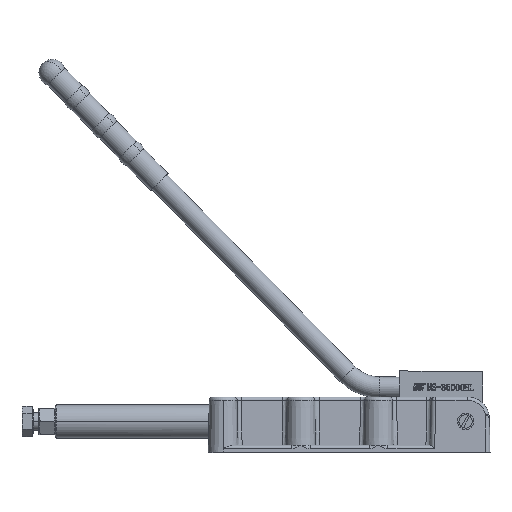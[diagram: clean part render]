
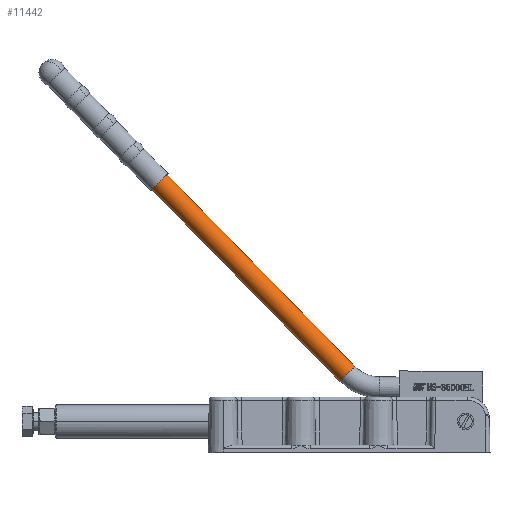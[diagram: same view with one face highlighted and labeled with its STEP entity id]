
A CAD part, top view. The second image highlights one B-rep face of the part: STEP entity #11442.
In plain terms, the highlighted cylindrical face has radius 9.5 mm (diameter 19 mm), a partial arc.
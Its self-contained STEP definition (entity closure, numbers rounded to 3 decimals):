
#2053 = CARTESIAN_POINT ( 'NONE',  ( 0., 260.718, 357.265 ) ) ;
#2069 = CARTESIAN_POINT ( 'NONE',  ( 0., 18.726, 115.274 ) ) ;
#2070 = CARTESIAN_POINT ( 'NONE',  ( 0., 5.291, 128.709 ) ) ;
#2075 = CARTESIAN_POINT ( 'NONE',  ( 0., 247.282, 370.7 ) ) ;
#8003 = EDGE_CURVE ( 'NONE', #30403, #30402, #25208, .T. ) ;
#8004 = EDGE_CURVE ( 'NONE', #30402, #30399, #25213, .T. ) ;
#8005 = EDGE_CURVE ( 'NONE', #30408, #30399, #25216, .T. ) ;
#8006 = EDGE_CURVE ( 'NONE', #30403, #30408, #25215, .T. ) ;
#11442 = ADVANCED_FACE ( 'NONE', ( #29620 ), #29625, .T. ) ;
#12157 = ORIENTED_EDGE ( 'NONE', *, *, #8003, .T. ) ;
#12158 = ORIENTED_EDGE ( 'NONE', *, *, #8004, .T. ) ;
#12159 = ORIENTED_EDGE ( 'NONE', *, *, #8005, .F. ) ;
#12160 = ORIENTED_EDGE ( 'NONE', *, *, #8006, .F. ) ;
#14006 = AXIS2_PLACEMENT_3D ( 'NONE', #26945, #26946, #26947 ) ;
#14007 = AXIS2_PLACEMENT_3D ( 'NONE', #26951, #26952, #26954 ) ;
#19505 = EDGE_LOOP ( 'NONE', ( #12157, #12158, #12159, #12160 ) ) ;
#25208 = CIRCLE ( 'NONE', #14006, 9.5 ) ;
#25213 = LINE ( 'NONE', #26943, #25217 ) ;
#25215 = LINE ( 'NONE', #26950, #25220 ) ;
#25216 = CIRCLE ( 'NONE', #14007, 9.5 ) ;
#25217 = VECTOR ( 'NONE', #26939, 1000. ) ;
#25220 = VECTOR ( 'NONE', #26941, 1000. ) ;
#26939 = DIRECTION ( 'NONE',  ( 0., 0.707, 0.707 ) ) ;
#26941 = DIRECTION ( 'NONE',  ( 0., 0.707, 0.707 ) ) ;
#26943 = CARTESIAN_POINT ( 'NONE',  ( 0., 18.726, 115.274 ) ) ;
#26945 = CARTESIAN_POINT ( 'NONE',  ( 0., 12.009, 121.991 ) ) ;
#26946 = DIRECTION ( 'NONE',  ( 0., 0.707, 0.707 ) ) ;
#26947 = DIRECTION ( 'NONE',  ( 1., 0., 0. ) ) ;
#26950 = CARTESIAN_POINT ( 'NONE',  ( 0., 5.291, 128.709 ) ) ;
#26951 = CARTESIAN_POINT ( 'NONE',  ( 0., 254., 363.983 ) ) ;
#26952 = DIRECTION ( 'NONE',  ( 0., 0.707, 0.707 ) ) ;
#26954 = DIRECTION ( 'NONE',  ( 1., 0., 0. ) ) ;
#27671 = AXIS2_PLACEMENT_3D ( 'NONE', #30763, #30760, #30759 ) ;
#29620 = FACE_OUTER_BOUND ( 'NONE', #19505, .T. ) ;
#29625 = CYLINDRICAL_SURFACE ( 'NONE', #27671, 9.5 ) ;
#30399 = VERTEX_POINT ( 'NONE', #2053 ) ;
#30402 = VERTEX_POINT ( 'NONE', #2069 ) ;
#30403 = VERTEX_POINT ( 'NONE', #2070 ) ;
#30408 = VERTEX_POINT ( 'NONE', #2075 ) ;
#30759 = DIRECTION ( 'NONE',  ( 0., -0.707, 0.707 ) ) ;
#30760 = DIRECTION ( 'NONE',  ( 0., 0.707, 0.707 ) ) ;
#30763 = CARTESIAN_POINT ( 'NONE',  ( 0., 12.009, 121.991 ) ) ;
